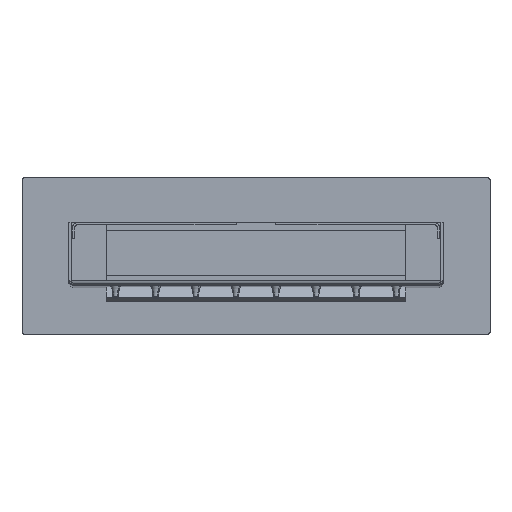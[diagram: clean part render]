
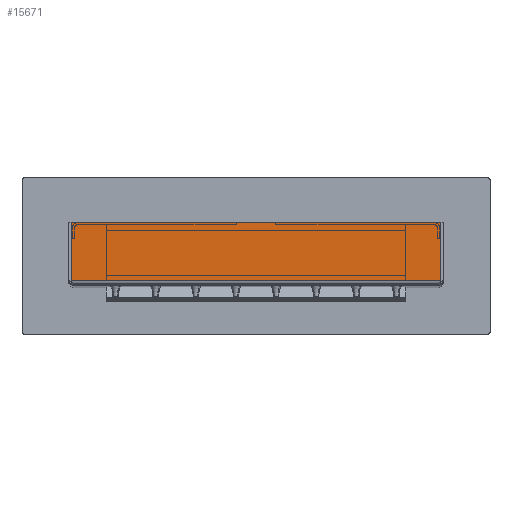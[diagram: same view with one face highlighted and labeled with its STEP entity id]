
A CAD part, top view. The second image highlights one B-rep face of the part: STEP entity #15671.
In plain terms, the highlighted planar face has unit normal (0, 0, 1).
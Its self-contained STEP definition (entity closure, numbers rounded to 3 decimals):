
#308=DIRECTION('',(0.,-1.,0.));
#309=VECTOR('',#308,24.7);
#310=CARTESIAN_POINT('',(78.9,27.,250.));
#311=LINE('',#310,#309);
#322=DIRECTION('',(-1.,0.,0.));
#323=VECTOR('',#322,157.8);
#324=CARTESIAN_POINT('',(78.9,27.,250.));
#325=LINE('',#324,#323);
#335=DIRECTION('',(0.,1.,0.));
#336=VECTOR('',#335,24.7);
#337=CARTESIAN_POINT('',(-78.9,2.3,250.));
#338=LINE('',#337,#336);
#7315=DIRECTION('',(-1.,0.,0.));
#7316=VECTOR('',#7315,157.8);
#7317=CARTESIAN_POINT('',(78.9,2.3,250.));
#7318=LINE('',#7317,#7316);
#12245=CARTESIAN_POINT('',(-78.9,2.3,250.));
#12246=VERTEX_POINT('',#12245);
#12247=CARTESIAN_POINT('',(-78.9,27.,250.));
#12248=VERTEX_POINT('',#12247);
#12249=CARTESIAN_POINT('',(78.9,2.3,250.));
#12250=VERTEX_POINT('',#12249);
#12251=CARTESIAN_POINT('',(78.9,27.,250.));
#12252=VERTEX_POINT('',#12251);
#15657=CARTESIAN_POINT('',(-80.,27.,250.));
#15658=DIRECTION('',(0.,0.,-1.));
#15659=DIRECTION('',(-1.,0.,0.));
#15660=AXIS2_PLACEMENT_3D('',#15657,#15658,#15659);
#15661=PLANE('',#15660);
#15663=ORIENTED_EDGE('',*,*,#15662,.T.);
#15665=ORIENTED_EDGE('',*,*,#15664,.F.);
#15666=ORIENTED_EDGE('',*,*,#15636,.T.);
#15668=ORIENTED_EDGE('',*,*,#15667,.T.);
#15669=EDGE_LOOP('',(#15663,#15665,#15666,#15668));
#15670=FACE_OUTER_BOUND('',#15669,.F.);
#15671=ADVANCED_FACE('',(#15670),#15661,.F.);
#15636=EDGE_CURVE('',#12252,#12250,#311,.T.);
#15662=EDGE_CURVE('',#12246,#12248,#338,.T.);
#15664=EDGE_CURVE('',#12252,#12248,#325,.T.);
#15667=EDGE_CURVE('',#12250,#12246,#7318,.T.);
